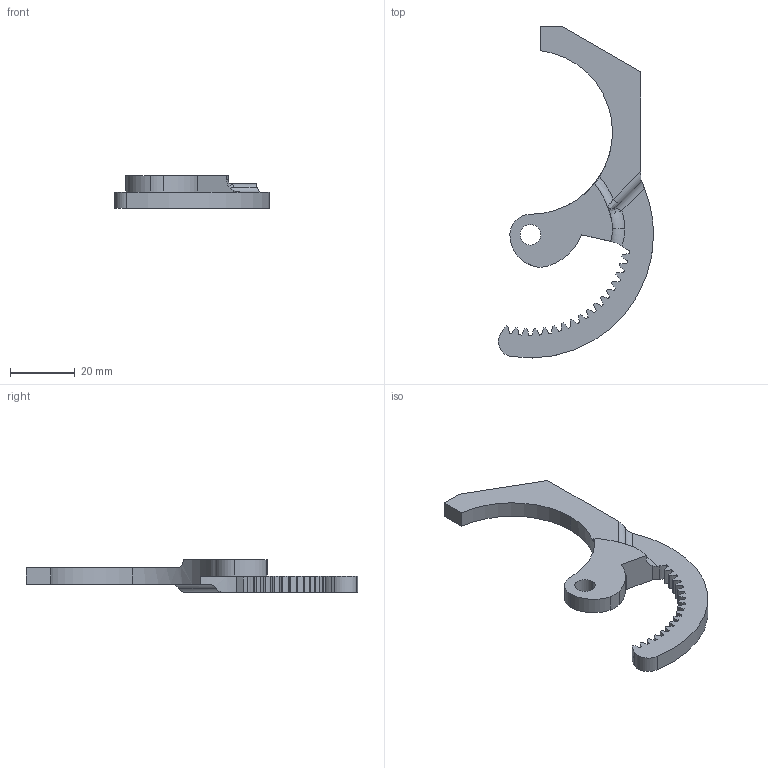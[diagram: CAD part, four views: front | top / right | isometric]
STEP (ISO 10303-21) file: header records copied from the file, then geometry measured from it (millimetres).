
FILE_DESCRIPTION (( 'STEP AP203' ), '1' );
FILE_NAME ('Gripper right jaw.STEP', '2016-07-28T23:13:12', ( '' ), ( '' ), 'SwSTEP 2.0', 'SolidWorks 2015', '' );
FILE_SCHEMA (( 'CONFIG_CONTROL_DESIGN' ));
Length unit declared in the file: inch
Products named in the file (1): Gripper right jaw
Bounding box: 47.98 x 102.68 x 10.16 mm (x, y, z)
Volume: 9384.2 mm3; surface area: 5797.3 mm2
Topology: 1 solids, 1 shells, 108 faces, 314 edges, 207 vertices
Faces by surface type: cylinder 71, plane 30, bspline 4, torus 3
Entity records: 4021 total; most frequent: CARTESIAN_POINT 1006, DIRECTION 647, ORIENTED_EDGE 626, EDGE_CURVE 313, AXIS2_PLACEMENT_3D 250, VERTEX_POINT 207, VECTOR 147, LINE 147
